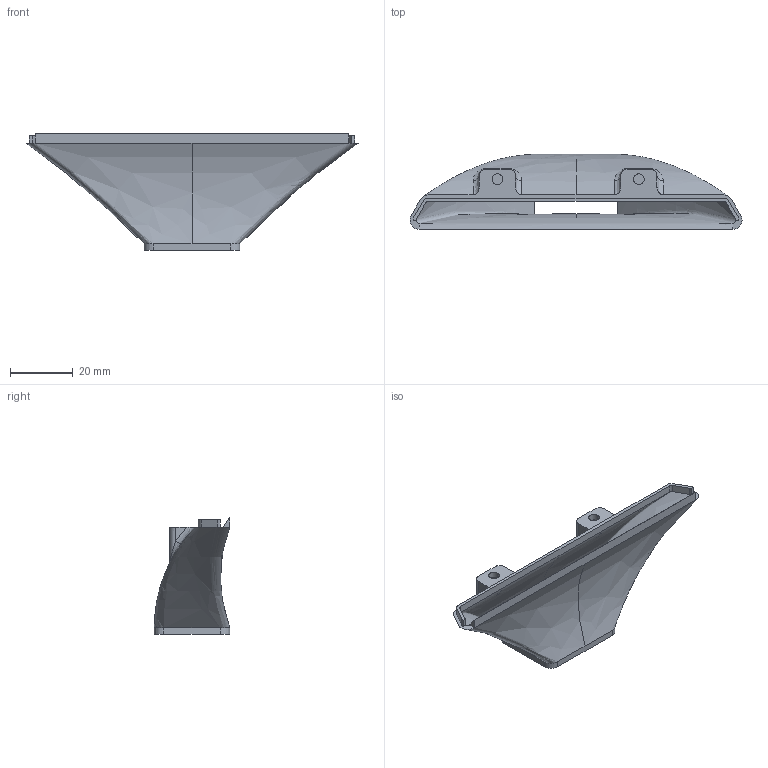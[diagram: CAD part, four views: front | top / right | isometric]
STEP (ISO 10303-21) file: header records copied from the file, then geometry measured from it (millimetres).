
FILE_DESCRIPTION (( 'STEP AP203' ), '1' );
FILE_NAME ('TR_cooling_duct_left_v1_0.STEP', '2018-05-17T19:10:30', ( '' ), ( '' ), 'SwSTEP 2.0', 'SolidWorks 2017', '' );
FILE_SCHEMA (( 'CONFIG_CONTROL_DESIGN' ));
Length unit declared in the file: millimetre
Products named in the file (1): TR_cooling_duct_left_v1_0
Bounding box: 105.62 x 24 x 37 mm (x, y, z)
Volume: 11151.3 mm3; surface area: 13895.8 mm2
Topology: 1 solids, 1 shells, 89 faces, 251 edges, 164 vertices
Faces by surface type: plane 44, cylinder 28, bspline 17
Entity records: 5287 total; most frequent: CARTESIAN_POINT 2974, ORIENTED_EDGE 500, DIRECTION 422, EDGE_CURVE 250, VERTEX_POINT 164, AXIS2_PLACEMENT_3D 143, VECTOR 136, LINE 136
